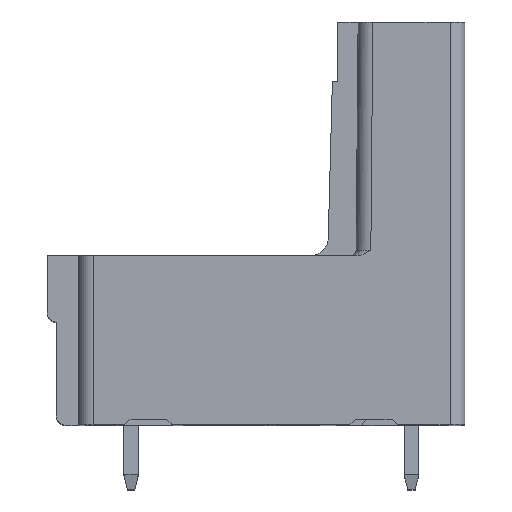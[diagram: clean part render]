
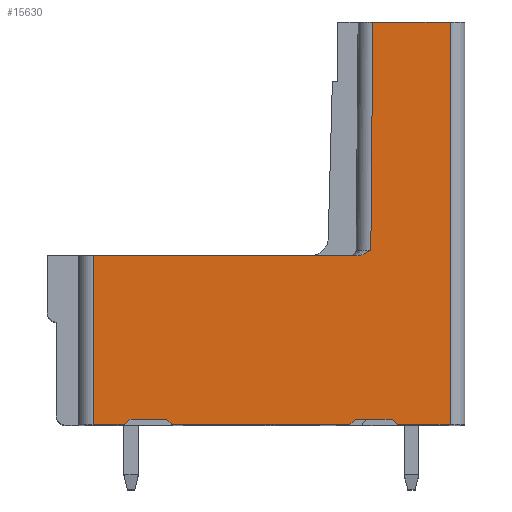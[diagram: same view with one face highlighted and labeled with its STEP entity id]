
A CAD part, top view. The second image highlights one B-rep face of the part: STEP entity #15630.
In plain terms, the highlighted planar face has unit normal (0, 0, 1).
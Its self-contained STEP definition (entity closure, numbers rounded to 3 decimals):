
#1388=DIRECTION('',(1.,0.,0.));
#1389=VECTOR('',#1388,2.85);
#1390=CARTESIAN_POINT('',(-3.644,0.,
-103.593));
#1391=LINE('',#1390,#1389);
#3003=CARTESIAN_POINT('',(-5.857,9.2,
-103.593));
#3322=DIRECTION('',(1.,0.,0.));
#3323=VECTOR('',#3322,2.);
#3324=CARTESIAN_POINT('',(-18.194,0.3,-103.593));
#3325=LINE('',#3324,#3323);
#3330=DIRECTION('',(1.,0.,0.));
#3331=VECTOR('',#3330,14.337);
#3332=CARTESIAN_POINT('',(-20.194,9.2,
-103.593));
#3333=LINE('',#3332,#3331);
#3334=CARTESIAN_POINT('',(-5.857,9.2,
-103.593));
#3335=CARTESIAN_POINT('',(-5.825,9.2,
-103.593));
#3336=CARTESIAN_POINT('',(-5.757,9.204,
-103.593));
#3337=CARTESIAN_POINT('',(-5.644,9.227,
-103.593));
#3338=CARTESIAN_POINT('',(-5.523,9.268,
-103.593));
#3339=CARTESIAN_POINT('',(-5.393,9.328,
-103.593));
#3340=CARTESIAN_POINT('',(-5.255,9.405,
-103.593));
#3341=CARTESIAN_POINT('',(-5.154,9.467,
-103.593));
#3342=CARTESIAN_POINT('',(-5.102,9.5,
-103.593));
#3344=DIRECTION('',(0.009,1.,0.));
#3345=VECTOR('',#3344,12.4);
#3346=CARTESIAN_POINT('',(-5.102,9.5,
-103.593));
#3347=LINE('',#3346,#3345);
#3348=DIRECTION('',(1.,0.,0.));
#3349=VECTOR('',#3348,4.2);
#3350=CARTESIAN_POINT('',(-4.994,21.9,-103.593));
#3351=LINE('',#3350,#3349);
#3352=DIRECTION('',(-0.707,0.707,0.));
#3353=VECTOR('',#3352,0.424);
#3354=CARTESIAN_POINT('',(-3.644,0.,
-103.593));
#3355=LINE('',#3354,#3353);
#3356=DIRECTION('',(-0.707,-0.707,0.));
#3357=VECTOR('',#3356,0.424);
#3358=CARTESIAN_POINT('',(-5.944,0.3,
-103.593));
#3359=LINE('',#3358,#3357);
#3360=DIRECTION('',(-1.,0.,0.));
#3361=VECTOR('',#3360,9.65);
#3362=CARTESIAN_POINT('',(-6.244,0.,
-103.593));
#3363=LINE('',#3362,#3361);
#3364=DIRECTION('',(-0.707,0.707,0.));
#3365=VECTOR('',#3364,0.424);
#3366=CARTESIAN_POINT('',(-15.894,0.,
-103.593));
#3367=LINE('',#3366,#3365);
#3368=DIRECTION('',(-0.707,-0.707,0.));
#3369=VECTOR('',#3368,0.424);
#3370=CARTESIAN_POINT('',(-18.194,0.3,-103.593));
#3371=LINE('',#3370,#3369);
#3372=DIRECTION('',(-1.,0.,0.));
#3373=VECTOR('',#3372,1.7);
#3374=CARTESIAN_POINT('',(-18.494,0.,
-103.593));
#3375=LINE('',#3374,#3373);
#3376=DIRECTION('',(0.,1.,0.));
#3377=VECTOR('',#3376,9.2);
#3378=CARTESIAN_POINT('',(-20.194,0.,
-103.593));
#3379=LINE('',#3378,#3377);
#4029=DIRECTION('',(1.,0.,0.));
#4030=VECTOR('',#4029,2.);
#4031=CARTESIAN_POINT('',(-5.944,0.3,
-103.593));
#4032=LINE('',#4031,#4030);
#6609=DIRECTION('',(0.,1.,0.));
#6610=VECTOR('',#6609,21.9);
#6611=CARTESIAN_POINT('',(-0.794,0.,
-103.593));
#6612=LINE('',#6611,#6610);
#9187=CARTESIAN_POINT('',(-0.794,21.9,-103.593));
#9188=VERTEX_POINT('',#9187);
#9189=CARTESIAN_POINT('',(-4.994,21.9,-103.593));
#9190=VERTEX_POINT('',#9189);
#9234=CARTESIAN_POINT('',(-20.194,0.,
-103.593));
#9235=VERTEX_POINT('',#9234);
#9236=CARTESIAN_POINT('',(-18.494,0.,
-103.593));
#9237=VERTEX_POINT('',#9236);
#9250=CARTESIAN_POINT('',(-15.894,0.,
-103.593));
#9251=VERTEX_POINT('',#9250);
#9252=CARTESIAN_POINT('',(-6.244,0.,
-103.593));
#9253=VERTEX_POINT('',#9252);
#9274=CARTESIAN_POINT('',(-3.644,0.,
-103.593));
#9275=VERTEX_POINT('',#9274);
#9276=CARTESIAN_POINT('',(-0.794,0.,
-103.593));
#9277=VERTEX_POINT('',#9276);
#9386=VERTEX_POINT('',#3003);
#9387=CARTESIAN_POINT('',(-20.194,9.2,
-103.593));
#9388=VERTEX_POINT('',#9387);
#9578=CARTESIAN_POINT('',(-16.194,0.3,
-103.593));
#9579=VERTEX_POINT('',#9578);
#9580=CARTESIAN_POINT('',(-18.194,0.3,-103.593));
#9581=VERTEX_POINT('',#9580);
#9582=VERTEX_POINT('',#3342);
#9583=CARTESIAN_POINT('',(-3.944,0.3,
-103.593));
#9584=VERTEX_POINT('',#9583);
#9585=CARTESIAN_POINT('',(-5.944,0.3,
-103.593));
#9586=VERTEX_POINT('',#9585);
#15600=CARTESIAN_POINT('',(-6.202,9.5,-103.593));
#15601=DIRECTION('',(0.,0.,1.));
#15602=DIRECTION('',(-1.,0.,0.));
#15603=AXIS2_PLACEMENT_3D('',#15600,#15601,#15602);
#15604=PLANE('',#15603);
#15605=ORIENTED_EDGE('',*,*,#14977,.T.);
#15607=ORIENTED_EDGE('',*,*,#15606,.T.);
#15609=ORIENTED_EDGE('',*,*,#15608,.T.);
#15611=ORIENTED_EDGE('',*,*,#15610,.T.);
#15613=ORIENTED_EDGE('',*,*,#15612,.F.);
#15614=ORIENTED_EDGE('',*,*,#12746,.F.);
#15616=ORIENTED_EDGE('',*,*,#15615,.T.);
#15618=ORIENTED_EDGE('',*,*,#15617,.F.);
#15620=ORIENTED_EDGE('',*,*,#15619,.T.);
#15621=ORIENTED_EDGE('',*,*,#12722,.T.);
#15622=ORIENTED_EDGE('',*,*,#15567,.T.);
#15623=ORIENTED_EDGE('',*,*,#15581,.F.);
#15624=ORIENTED_EDGE('',*,*,#15594,.T.);
#15625=ORIENTED_EDGE('',*,*,#12706,.T.);
#15627=ORIENTED_EDGE('',*,*,#15626,.T.);
#15628=EDGE_LOOP('',(#15605,#15607,#15609,#15611,#15613,#15614,#15616,#15618,
#15620,#15621,#15622,#15623,#15624,#15625,#15627));
#15629=FACE_OUTER_BOUND('',#15628,.F.);
#15630=ADVANCED_FACE('',(#15629),#15604,.T.);
#3343=B_SPLINE_CURVE_WITH_KNOTS('',3,(#3334,#3335,#3336,#3337,#3338,#3339,#3340,
#3341,#3342),.UNSPECIFIED.,.F.,.F.,(4,1,1,1,1,1,4),(0.,0.167,
0.333,0.5,0.667,0.833,1.),
.UNSPECIFIED.);
#12706=EDGE_CURVE('',#9237,#9235,#3375,.T.);
#12722=EDGE_CURVE('',#9253,#9251,#3363,.T.);
#12746=EDGE_CURVE('',#9275,#9277,#1391,.T.);
#14977=EDGE_CURVE('',#9388,#9386,#3333,.T.);
#15567=EDGE_CURVE('',#9251,#9579,#3367,.T.);
#15581=EDGE_CURVE('',#9581,#9579,#3325,.T.);
#15594=EDGE_CURVE('',#9581,#9237,#3371,.T.);
#15606=EDGE_CURVE('',#9386,#9582,#3343,.T.);
#15608=EDGE_CURVE('',#9582,#9190,#3347,.T.);
#15610=EDGE_CURVE('',#9190,#9188,#3351,.T.);
#15612=EDGE_CURVE('',#9277,#9188,#6612,.T.);
#15615=EDGE_CURVE('',#9275,#9584,#3355,.T.);
#15617=EDGE_CURVE('',#9586,#9584,#4032,.T.);
#15619=EDGE_CURVE('',#9586,#9253,#3359,.T.);
#15626=EDGE_CURVE('',#9235,#9388,#3379,.T.);
